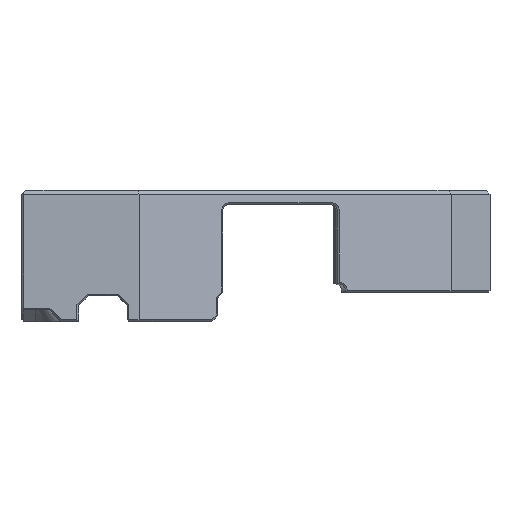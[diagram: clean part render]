
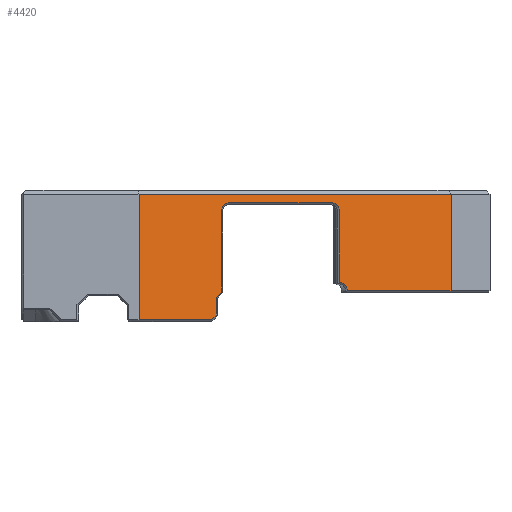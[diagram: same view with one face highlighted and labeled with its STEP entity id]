
A CAD part, left-side view. The second image highlights one B-rep face of the part: STEP entity #4420.
In plain terms, the highlighted planar face has unit normal (-0.972, -0.234, 0).
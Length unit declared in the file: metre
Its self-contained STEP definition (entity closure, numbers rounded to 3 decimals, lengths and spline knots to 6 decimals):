
#41 = CARTESIAN_POINT ( 'NONE',  ( -0.06, -0.055, 0.0026 ) ) ;
#256 = EDGE_CURVE ( 'NONE', #1252, #1431, #15783, .T. ) ;
#374 = DIRECTION ( 'NONE',  ( 0., 0., -1. ) ) ;
#513 = CARTESIAN_POINT ( 'NONE',  ( -0.066918, -0.026323, -0.019908 ) ) ;
#563 = CARTESIAN_POINT ( 'NONE',  ( -0.074189, 0.003813, -0.0016 ) ) ;
#905 = DIRECTION ( 'NONE',  ( 0., 0., -1. ) ) ;
#1252 = VERTEX_POINT ( 'NONE', #563 ) ;
#1343 = DIRECTION ( 'NONE',  ( 0., 0., 1. ) ) ;
#1431 = VERTEX_POINT ( 'NONE', #11290 ) ;
#1433 = ORIENTED_EDGE ( 'NONE', *, *, #17133, .T. ) ;
#1571 = LINE ( 'NONE', #3245, #14872 ) ;
#1835 = ORIENTED_EDGE ( 'NONE', *, *, #7354, .T. ) ;
#2021 = EDGE_CURVE ( 'NONE', #21333, #13536, #13168, .T. ) ;
#2216 = AXIS2_PLACEMENT_3D ( 'NONE', #12636, #19463, #4135 ) ;
#2307 = VERTEX_POINT ( 'NONE', #2712 ) ;
#2369 = EDGE_LOOP ( 'NONE', ( #1835, #18874, #8356, #14779, #15951, #16624, #3211, #16999, #18700, #1433, #12439, #13786, #8681, #4213 ) ) ;
#2422 = DIRECTION ( 'NONE',  ( 0.235, -0.972, 0. ) ) ;
#2427 = VERTEX_POINT ( 'NONE', #15550 ) ;
#2492 = VECTOR ( 'NONE', #15528, 1. ) ;
#2521 = CARTESIAN_POINT ( 'NONE',  ( -0.0793, 0.025, 0.0036 ) ) ;
#2602 = CARTESIAN_POINT ( 'NONE',  ( -0.06, -0.055, -0.0221 ) ) ;
#2712 = CARTESIAN_POINT ( 'NONE',  ( -0.074814, 0.006404, -0.0296 ) ) ;
#2805 = VECTOR ( 'NONE', #11484, 1. ) ;
#2850 = VECTOR ( 'NONE', #6726, 1. ) ;
#2992 = EDGE_CURVE ( 'NONE', #9573, #20228, #21712, .T. ) ;
#3211 = ORIENTED_EDGE ( 'NONE', *, *, #19477, .T. ) ;
#3245 = CARTESIAN_POINT ( 'NONE',  ( -0.074161, 0.003699, -0.022317 ) ) ;
#3290 = VECTOR ( 'NONE', #905, 1. ) ;
#3716 = CARTESIAN_POINT ( 'NONE',  ( -0.074517, 0.005174, -0.028334 ) ) ;
#4035 = AXIS2_PLACEMENT_3D ( 'NONE', #19779, #4452, #9801 ) ;
#4135 = DIRECTION ( 'NONE',  ( -0.235, 0.972, 0. ) ) ;
#4213 = ORIENTED_EDGE ( 'NONE', *, *, #13309, .T. ) ;
#4337 = DIRECTION ( 'NONE',  ( -0.235, 0.972, 0. ) ) ;
#4420 = ADVANCED_FACE ( 'NONE', ( #11130 ), #14485, .F. ) ;
#4452 = DIRECTION ( 'NONE',  ( 0.972, 0.235, 0. ) ) ;
#4569 = VERTEX_POINT ( 'NONE', #41 ) ;
#4659 = CARTESIAN_POINT ( 'NONE',  ( -0.0793, 0.025, 0.0036 ) ) ;
#4782 = VERTEX_POINT ( 'NONE', #16439 ) ;
#5661 = CARTESIAN_POINT ( 'NONE',  ( -0.074189, 0.003813, -0.022434 ) ) ;
#5700 = CARTESIAN_POINT ( 'NONE',  ( -0.06, -0.055, 0.0036 ) ) ;
#6163 = CARTESIAN_POINT ( 'NONE',  ( -0.074517, 0.005174, -0.024 ) ) ;
#6271 = DIRECTION ( 'NONE',  ( 0., 0., 1. ) ) ;
#6418 = VECTOR ( 'NONE', #2422, 1. ) ;
#6726 = DIRECTION ( 'NONE',  ( 0.235, -0.972, 0. ) ) ;
#7019 = EDGE_CURVE ( 'NONE', #19764, #2427, #16785, .T. ) ;
#7354 = EDGE_CURVE ( 'NONE', #4782, #9573, #21082, .T. ) ;
#7658 = DIRECTION ( 'NONE',  ( -0.235, 0.972, 0. ) ) ;
#8356 = ORIENTED_EDGE ( 'NONE', *, *, #9139, .T. ) ;
#8681 = ORIENTED_EDGE ( 'NONE', *, *, #19675, .T. ) ;
#9011 = LINE ( 'NONE', #17749, #6418 ) ;
#9139 = EDGE_CURVE ( 'NONE', #20228, #11177, #17204, .T. ) ;
#9336 = DIRECTION ( 'NONE',  ( 0.972, 0.235, 0. ) ) ;
#9573 = VERTEX_POINT ( 'NONE', #513 ) ;
#9801 = DIRECTION ( 'NONE',  ( -0.235, 0.972, 0. ) ) ;
#9821 = CARTESIAN_POINT ( 'NONE',  ( -0.0793, 0.025, 0.0026 ) ) ;
#9903 = VECTOR ( 'NONE', #20091, 1. ) ;
#10147 = DIRECTION ( 'NONE',  ( -0.235, 0.972, 0. ) ) ;
#10493 = VECTOR ( 'NONE', #10147, 1. ) ;
#10661 = EDGE_CURVE ( 'NONE', #21660, #1252, #16556, .T. ) ;
#11130 = FACE_OUTER_BOUND ( 'NONE', #2369, .T. ) ;
#11170 = CARTESIAN_POINT ( 'NONE',  ( -0.066404, -0.028453, -0.0221 ) ) ;
#11177 = VERTEX_POINT ( 'NONE', #2602 ) ;
#11225 = VECTOR ( 'NONE', #1343, 1. ) ;
#11290 = CARTESIAN_POINT ( 'NONE',  ( -0.073696, 0.001771, 0.0005 ) ) ;
#11484 = DIRECTION ( 'NONE',  ( 0., 0., -1. ) ) ;
#12439 = ORIENTED_EDGE ( 'NONE', *, *, #10661, .T. ) ;
#12636 = CARTESIAN_POINT ( 'NONE',  ( -0.073696, 0.001771, -0.0016 ) ) ;
#12749 = CARTESIAN_POINT ( 'NONE',  ( -0.0793, 0.025, 0.0026 ) ) ;
#12831 = EDGE_CURVE ( 'NONE', #4569, #11177, #16222, .T. ) ;
#13168 = LINE ( 'NONE', #4659, #2805 ) ;
#13309 = EDGE_CURVE ( 'NONE', #18347, #4782, #14748, .T. ) ;
#13536 = VERTEX_POINT ( 'NONE', #14148 ) ;
#13786 = ORIENTED_EDGE ( 'NONE', *, *, #256, .T. ) ;
#14148 = CARTESIAN_POINT ( 'NONE',  ( -0.0793, 0.025, -0.0296 ) ) ;
#14485 = PLANE ( 'NONE',  #16343 ) ;
#14738 = DIRECTION ( 'NONE',  ( 0.972, 0.235, 0. ) ) ;
#14748 = CIRCLE ( 'NONE', #4035, 0.0021 ) ;
#14779 = ORIENTED_EDGE ( 'NONE', *, *, #12831, .F. ) ;
#14846 = CARTESIAN_POINT ( 'NONE',  ( -0.066965, -0.026128, -0.0223 ) ) ;
#14872 = VECTOR ( 'NONE', #15210, 1. ) ;
#15032 = AXIS2_PLACEMENT_3D ( 'NONE', #14846, #14738, #4337 ) ;
#15081 = LINE ( 'NONE', #9821, #10493 ) ;
#15210 = DIRECTION ( 'NONE',  ( 0.166, -0.687, 0.707 ) ) ;
#15231 = LINE ( 'NONE', #22066, #2850 ) ;
#15363 = EDGE_CURVE ( 'NONE', #2307, #19764, #21663, .T. ) ;
#15528 = DIRECTION ( 'NONE',  ( 0.235, -0.972, 0. ) ) ;
#15550 = CARTESIAN_POINT ( 'NONE',  ( -0.074517, 0.005174, -0.023834 ) ) ;
#15701 = CARTESIAN_POINT ( 'NONE',  ( -0.066918, -0.026323, -0.0225 ) ) ;
#15783 = CIRCLE ( 'NONE', #2216, 0.0021 ) ;
#15951 = ORIENTED_EDGE ( 'NONE', *, *, #21477, .T. ) ;
#16222 = LINE ( 'NONE', #5700, #3290 ) ;
#16343 = AXIS2_PLACEMENT_3D ( 'NONE', #2521, #9336, #7658 ) ;
#16439 = CARTESIAN_POINT ( 'NONE',  ( -0.066918, -0.026323, -0.0016 ) ) ;
#16556 = LINE ( 'NONE', #22031, #11225 ) ;
#16624 = ORIENTED_EDGE ( 'NONE', *, *, #2021, .T. ) ;
#16785 = LINE ( 'NONE', #6163, #18972 ) ;
#16999 = ORIENTED_EDGE ( 'NONE', *, *, #15363, .T. ) ;
#17133 = EDGE_CURVE ( 'NONE', #2427, #21660, #1571, .T. ) ;
#17204 = LINE ( 'NONE', #20164, #2492 ) ;
#17749 = CARTESIAN_POINT ( 'NONE',  ( -0.074775, 0.006243, -0.0296 ) ) ;
#18347 = VERTEX_POINT ( 'NONE', #19032 ) ;
#18700 = ORIENTED_EDGE ( 'NONE', *, *, #7019, .T. ) ;
#18874 = ORIENTED_EDGE ( 'NONE', *, *, #2992, .T. ) ;
#18972 = VECTOR ( 'NONE', #6271, 1. ) ;
#19032 = CARTESIAN_POINT ( 'NONE',  ( -0.067411, -0.024281, 0.0005 ) ) ;
#19463 = DIRECTION ( 'NONE',  ( 0.972, 0.235, 0. ) ) ;
#19477 = EDGE_CURVE ( 'NONE', #13536, #2307, #9011, .T. ) ;
#19675 = EDGE_CURVE ( 'NONE', #1431, #18347, #15231, .T. ) ;
#19764 = VERTEX_POINT ( 'NONE', #3716 ) ;
#19779 = CARTESIAN_POINT ( 'NONE',  ( -0.067411, -0.024281, -0.0016 ) ) ;
#20066 = VECTOR ( 'NONE', #374, 1. ) ;
#20091 = DIRECTION ( 'NONE',  ( 0.166, -0.687, 0.707 ) ) ;
#20164 = CARTESIAN_POINT ( 'NONE',  ( -0.06, -0.055, -0.0221 ) ) ;
#20228 = VERTEX_POINT ( 'NONE', #11170 ) ;
#21082 = LINE ( 'NONE', #15701, #20066 ) ;
#21333 = VERTEX_POINT ( 'NONE', #12749 ) ;
#21477 = EDGE_CURVE ( 'NONE', #4569, #21333, #15081, .T. ) ;
#21660 = VERTEX_POINT ( 'NONE', #5661 ) ;
#21663 = LINE ( 'NONE', #21984, #9903 ) ;
#21712 = CIRCLE ( 'NONE', #15032, 0.0024 ) ;
#21984 = CARTESIAN_POINT ( 'NONE',  ( -0.074489, 0.00506, -0.028217 ) ) ;
#22031 = CARTESIAN_POINT ( 'NONE',  ( -0.074189, 0.003813, -0.0016 ) ) ;
#22066 = CARTESIAN_POINT ( 'NONE',  ( -0.067411, -0.024281, 0.0005 ) ) ;
